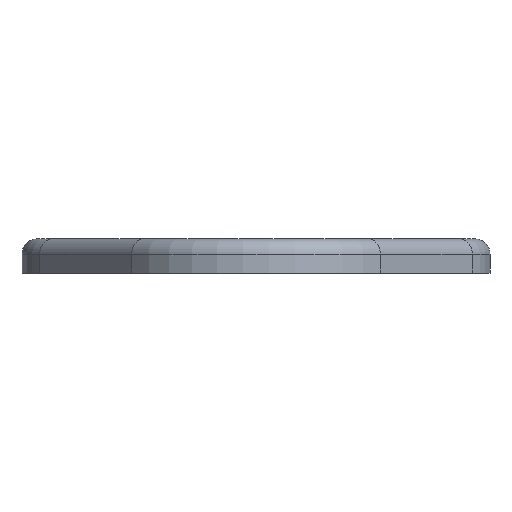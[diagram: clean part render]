
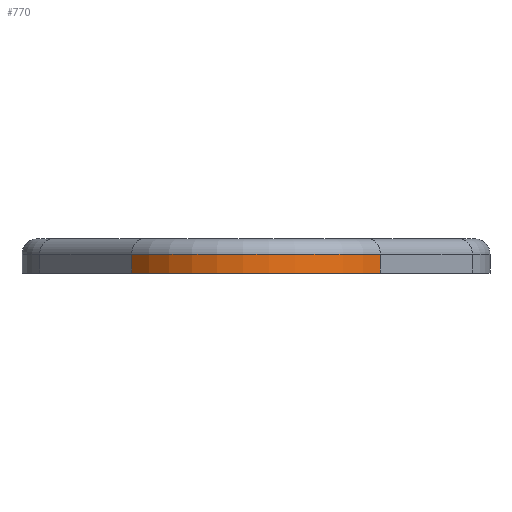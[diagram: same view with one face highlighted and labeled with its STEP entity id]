
A CAD part, front view. The second image highlights one B-rep face of the part: STEP entity #770.
In plain terms, the highlighted cylindrical face has radius 8.831 mm (diameter 17.662 mm), a partial arc.
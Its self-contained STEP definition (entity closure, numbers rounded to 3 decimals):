
#473=AXIS2_PLACEMENT_3D('Circle Axis2P3D',#471,#472,$) ;
#750=AXIS2_PLACEMENT_3D('Cylinder Axis2P3D',#747,#748,#749) ;
#761=AXIS2_PLACEMENT_3D('Circle Axis2P3D',#759,#760,$) ;
#444=CARTESIAN_POINT('Vertex',(20.834,3.766,1.1)) ;
#468=CARTESIAN_POINT('Vertex',(6.366,3.766,1.1)) ;
#471=CARTESIAN_POINT('Axis2P3D Location',(13.6,8.831,1.1)) ;
#728=CARTESIAN_POINT('Line Origine',(20.834,3.766,0.55)) ;
#732=CARTESIAN_POINT('Vertex',(20.834,3.766,0.)) ;
#747=CARTESIAN_POINT('Axis2P3D Location',(13.6,8.831,0.)) ;
#752=CARTESIAN_POINT('Line Origine',(6.366,3.766,0.55)) ;
#756=CARTESIAN_POINT('Vertex',(6.366,3.766,0.)) ;
#759=CARTESIAN_POINT('Axis2P3D Location',(13.6,8.831,0.)) ;
#472=DIRECTION('Axis2P3D Direction',(0.,-0.,-1.)) ;
#729=DIRECTION('Vector Direction',(0.,0.,1.)) ;
#748=DIRECTION('Axis2P3D Direction',(0.,-0.,-1.)) ;
#749=DIRECTION('Axis2P3D XDirection',(0.819,-0.574,0.)) ;
#753=DIRECTION('Vector Direction',(0.,0.,-1.)) ;
#760=DIRECTION('Axis2P3D Direction',(0.,-0.,-1.)) ;
#730=VECTOR('Line Direction',#729,1.) ;
#754=VECTOR('Line Direction',#753,1.) ;
#765=ORIENTED_EDGE('',*,*,#758,.T.) ;
#766=ORIENTED_EDGE('',*,*,#763,.F.) ;
#767=ORIENTED_EDGE('',*,*,#734,.F.) ;
#768=ORIENTED_EDGE('',*,*,#475,.T.) ;
#770=ADVANCED_FACE('Koerper.2',(#769),#751,.T.) ;
#474=CIRCLE('generated circle',#473,8.831) ;
#762=CIRCLE('generated circle',#761,8.831) ;
#751=CYLINDRICAL_SURFACE('generated cylinder',#750,8.831) ;
#475=EDGE_CURVE('',#445,#469,#474,.T.) ;
#734=EDGE_CURVE('',#445,#733,#731,.F.) ;
#758=EDGE_CURVE('',#469,#757,#755,.T.) ;
#763=EDGE_CURVE('',#733,#757,#762,.T.) ;
#764=EDGE_LOOP('',(#765,#766,#767,#768)) ;
#769=FACE_OUTER_BOUND('',#764,.T.) ;
#731=LINE('Line',#728,#730) ;
#755=LINE('Line',#752,#754) ;
#445=VERTEX_POINT('',#444) ;
#469=VERTEX_POINT('',#468) ;
#733=VERTEX_POINT('',#732) ;
#757=VERTEX_POINT('',#756) ;
